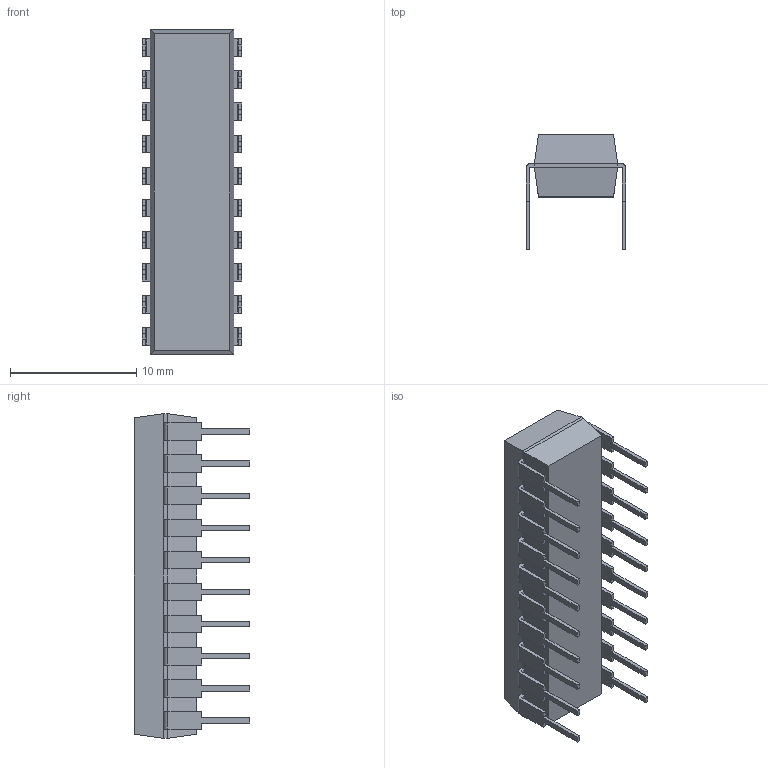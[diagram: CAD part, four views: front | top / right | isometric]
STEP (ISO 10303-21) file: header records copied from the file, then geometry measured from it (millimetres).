
FILE_DESCRIPTION (( 'STEP AP214' ), '1' );
FILE_NAME ('ATTINY26L-8PU.STEP', '2022-10-09T05:51:22', ( '' ), ( '' ), 'SwSTEP 2.0', 'SolidWorks 2017', '' );
FILE_SCHEMA (( 'AUTOMOTIVE_DESIGN' ));
Length unit declared in the file: millimetre
Products named in the file (1): ATTINY26L-8PU
Bounding box: 7.9 x 9.14 x 25.74 mm (x, y, z)
Volume: 827.7 mm3; surface area: 966.2 mm2
Topology: 21 solids, 21 shells, 297 faces, 757 edges, 502 vertices
Faces by surface type: plane 255, cylinder 42
Entity records: 9065 total; most frequent: CARTESIAN_POINT 1563, ORIENTED_EDGE 1514, DIRECTION 1435, EDGE_CURVE 757, LINE 671, VECTOR 671, VERTEX_POINT 502, AXIS2_PLACEMENT_3D 382
